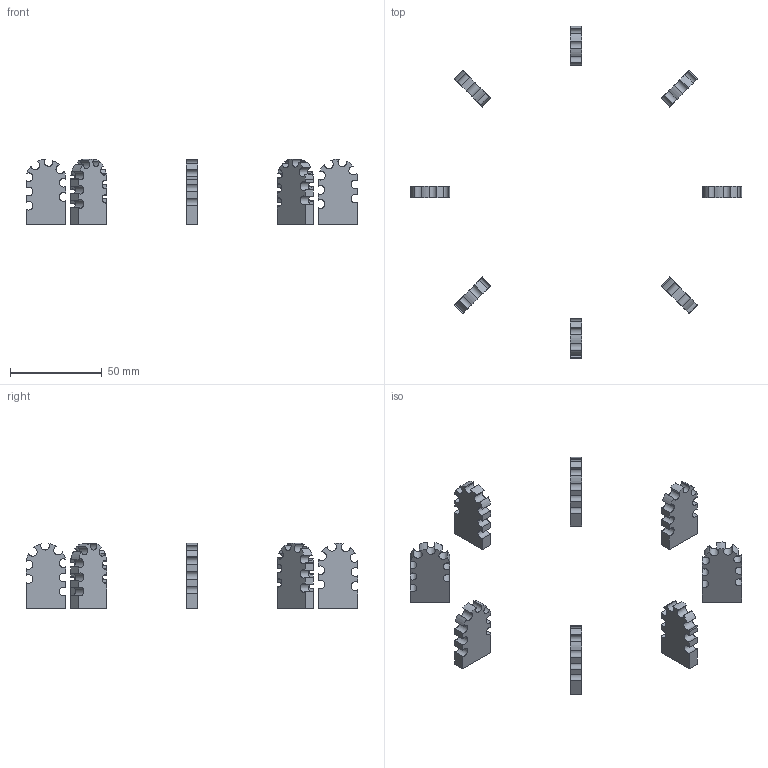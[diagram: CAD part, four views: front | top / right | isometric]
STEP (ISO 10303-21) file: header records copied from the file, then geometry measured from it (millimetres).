
FILE_DESCRIPTION(('FreeCAD Model'),'2;1');
FILE_NAME('pri_supports.step', '2020-06-02T12:58:19',('Author'),(''), 'Open CASCADE STEP processor 7.3','FreeCAD','Unknown');
FILE_SCHEMA(('AUTOMOTIVE_DESIGN { 1 0 10303 214 1 1 1 1 }'));
Length unit declared in the file: millimetre
Products named in the file (8): body7; body4; body6; body5; body3; body2; body1; body0
Bounding box: 180.42 x 180.42 x 35.6 mm (x, y, z)
Volume: 30661 mm3; surface area: 17405.4 mm2
Topology: 8 solids, 8 shells, 205 faces, 567 edges, 378 vertices
Faces by surface type: cylinder 137, plane 68
Entity records: 14799 total; most frequent: CARTESIAN_POINT 3497, DIRECTION 2185, LINE 1153, VECTOR 1153, ORIENTED_EDGE 1134, PCURVE 1134, DEFINITIONAL_REPRESENTATION 1134, EDGE_CURVE 567
